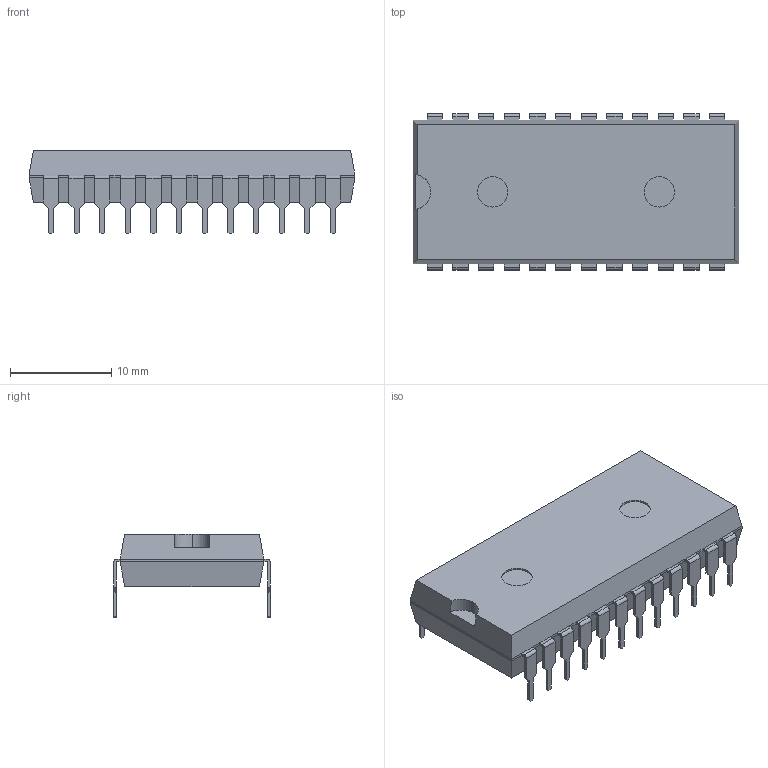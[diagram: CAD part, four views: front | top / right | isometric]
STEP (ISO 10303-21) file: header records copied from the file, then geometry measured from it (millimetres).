
FILE_DESCRIPTION (( 'STEP AP214' ), '1' );
FILE_NAME ('C74C60E4-AAE7-4A63-B606-63B0DCCA5F28.STEP', '2008-08-18T01:51:25', ( 'sysAdmin' ), ( 'SolidWorks' ), 'SwSTEP 2.0', 'SolidWorks 2008', '' );
FILE_SCHEMA (( 'AUTOMOTIVE_DESIGN' ));
Length unit declared in the file: millimetre
Products named in the file (1): C74C60E4-AAE7-4A63-B606-63B0DCCA5F28
Bounding box: 32.26 x 15.49 x 8.28 mm (x, y, z)
Volume: 2313.4 mm3; surface area: 1698 mm2
Topology: 1 solids, 1 shells, 407 faces, 1105 edges, 702 vertices
Faces by surface type: plane 353, cylinder 54
Entity records: 13055 total; most frequent: CARTESIAN_POINT 2221, ORIENTED_EDGE 2210, DIRECTION 2027, EDGE_CURVE 1105, LINE 995, VECTOR 995, VERTEX_POINT 702, AXIS2_PLACEMENT_3D 516
